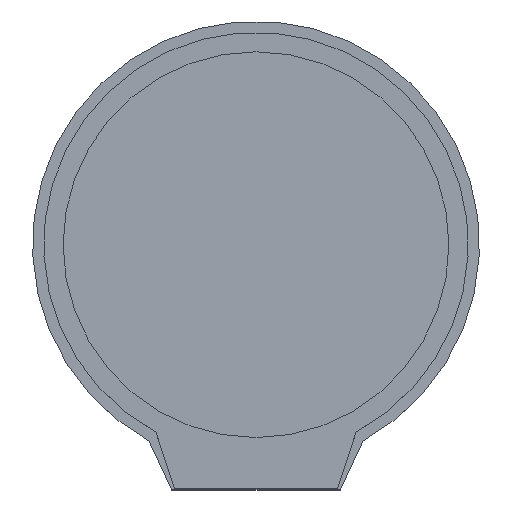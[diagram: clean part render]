
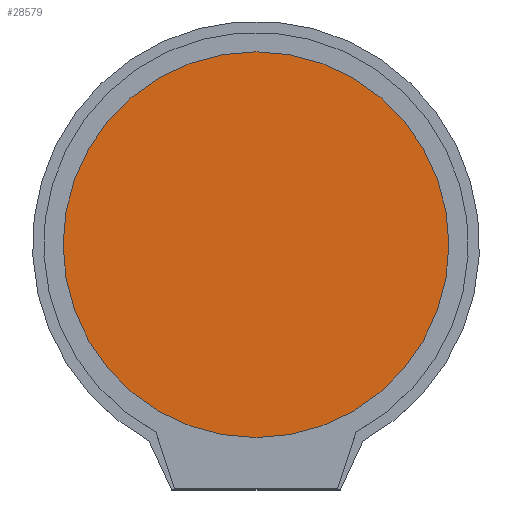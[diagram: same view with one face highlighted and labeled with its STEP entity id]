
A CAD part, top view. The second image highlights one B-rep face of the part: STEP entity #28579.
In plain terms, the highlighted planar face has unit normal (0, 0, 1).
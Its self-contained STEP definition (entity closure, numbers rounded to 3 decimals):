
#280=CIRCLE('',#41537,16.2);
#6910=ORIENTED_EDGE('',*,*,#15321,.F.);
#15321=EDGE_CURVE('',#19559,#19559,#280,.T.);
#19559=VERTEX_POINT('',#53637);
#23370=EDGE_LOOP('',(#6910));
#25301=FACE_BOUND('',#23370,.T.);
#27138=PLANE('',#41538);
#28579=ADVANCED_FACE('',(#25301),#27138,.F.);
#41537=AXIS2_PLACEMENT_3D('',#53636,#43692,#43693);
#41538=AXIS2_PLACEMENT_3D('',#53638,#43694,#43695);
#43692=DIRECTION('',(0.,0.,-1.));
#43693=DIRECTION('',(1.,0.,0.));
#43694=DIRECTION('',(0.,0.,-1.));
#43695=DIRECTION('',(-1.,0.,0.));
#53636=CARTESIAN_POINT('',(0.,0.,2.446));
#53637=CARTESIAN_POINT('',(16.2,0.,2.446));
#53638=CARTESIAN_POINT('',(0.,0.,2.446));
